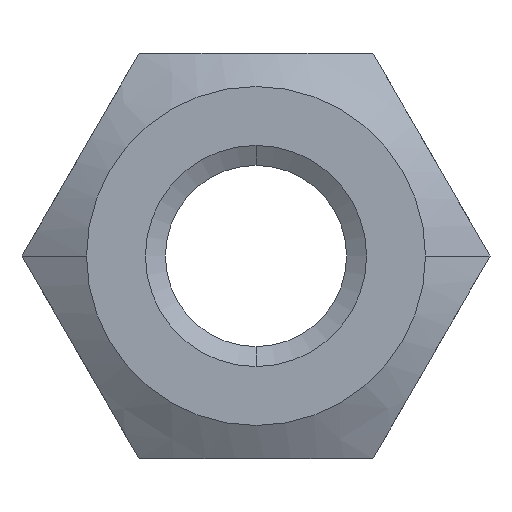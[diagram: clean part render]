
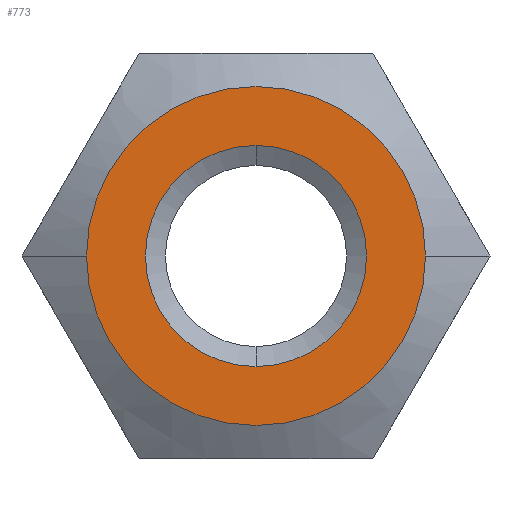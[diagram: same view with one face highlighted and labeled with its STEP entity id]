
A CAD part, left-side view. The second image highlights one B-rep face of the part: STEP entity #773.
In plain terms, the highlighted planar face has unit normal (-1, 0, 0).
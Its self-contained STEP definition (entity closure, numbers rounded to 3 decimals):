
#190=CARTESIAN_POINT('',(0.,0.,0.));
#191=DIRECTION('',(-1.,0.,0.));
#192=DIRECTION('',(0.,1.,0.));
#193=AXIS2_PLACEMENT_3D('',#190,#191,#192);
#198=CARTESIAN_POINT('',(0.,0.,0.));
#199=DIRECTION('',(-1.,0.,0.));
#200=DIRECTION('',(0.,-1.,0.));
#201=AXIS2_PLACEMENT_3D('',#198,#199,#200);
#206=CARTESIAN_POINT('',(0.,0.,0.));
#207=DIRECTION('',(1.,0.,0.));
#208=DIRECTION('',(0.,0.,-1.));
#209=AXIS2_PLACEMENT_3D('',#206,#207,#208);
#214=CARTESIAN_POINT('',(0.,0.,0.));
#215=DIRECTION('',(1.,0.,0.));
#216=DIRECTION('',(0.,0.,1.));
#217=AXIS2_PLACEMENT_3D('',#214,#215,#216);
#649=CARTESIAN_POINT('',(0.,0.,-1.5));
#651=VERTEX_POINT('',#649);
#653=CARTESIAN_POINT('',(0.,0.,1.5));
#655=VERTEX_POINT('',#653);
#664=CARTESIAN_POINT('',(0.,-2.3,0.));
#665=VERTEX_POINT('',#664);
#666=CARTESIAN_POINT('',(0.,2.3,0.));
#667=VERTEX_POINT('',#666);
#758=CARTESIAN_POINT('',(0.,0.,0.));
#759=DIRECTION('',(1.,0.,0.));
#760=DIRECTION('',(0.,0.,-1.));
#761=AXIS2_PLACEMENT_3D('',#758,#759,#760);
#762=PLANE('',#761);
#764=ORIENTED_EDGE('',*,*,#763,.F.);
#766=ORIENTED_EDGE('',*,*,#765,.F.);
#767=EDGE_LOOP('',(#764,#766));
#768=FACE_OUTER_BOUND('',#767,.F.);
#769=ORIENTED_EDGE('',*,*,#681,.F.);
#770=ORIENTED_EDGE('',*,*,#752,.F.);
#771=EDGE_LOOP('',(#769,#770));
#772=FACE_BOUND('',#771,.F.);
#194=CIRCLE('',#193,2.3);
#202=CIRCLE('',#201,2.3);
#210=CIRCLE('',#209,1.5);
#218=CIRCLE('',#217,1.5);
#681=EDGE_CURVE('',#651,#655,#210,.T.);
#752=EDGE_CURVE('',#655,#651,#218,.T.);
#763=EDGE_CURVE('',#667,#665,#194,.T.);
#765=EDGE_CURVE('',#665,#667,#202,.T.);
#773=ADVANCED_FACE('',(#768,#772),#762,.F.);
